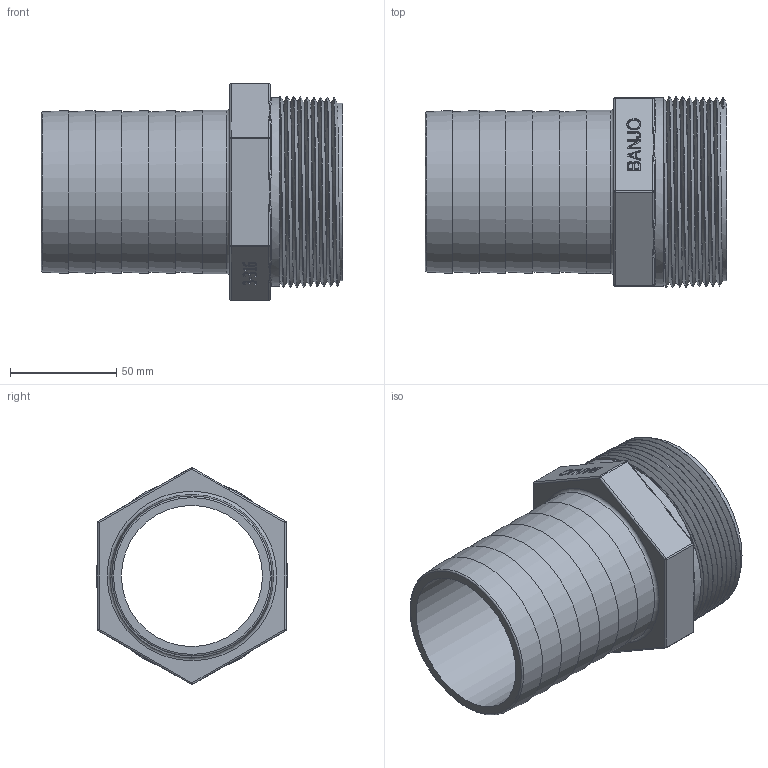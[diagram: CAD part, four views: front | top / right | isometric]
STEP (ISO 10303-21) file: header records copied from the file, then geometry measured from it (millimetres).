
FILE_DESCRIPTION(/* description */ ('3" NPT X 3" HOSE BARB'),/* implementation_level */ '2;1');
FILE_NAME(/* name */ 'HB300SS.stp',/* time_stamp */ '2013-12-17T14:46:09-05:00',/* author */ ('mclevenger'),/* organization */ (''),/* preprocessor_version */ 'ST-DEVELOPER v15.2',/* originating_system */ 'Autodesk Inventor 2014',/* authorisation */ '');
FILE_SCHEMA (('AUTOMOTIVE_DESIGN { 1 0 10303 214 3 1 1 }'));
Length unit declared in the file: inch
Products named in the file (1): HB300SS
Bounding box: 142.24 x 90.37 x 102.42 mm (x, y, z)
Volume: 212251.8 mm3; surface area: 80294.9 mm2
Topology: 1 solids, 1 shells, 300 faces, 769 edges, 464 vertices
Faces by surface type: bspline 127, plane 105, cylinder 29, cone 19, sphere 12, torus 8
Full cylindrical faces by diameter (mm): 66.548 x1, 73.406 x1, 76.962 x1, 88.9 x1
Entity records: 12074 total; most frequent: CARTESIAN_POINT 6055, ORIENTED_EDGE 1400, DIRECTION 891, EDGE_CURVE 700, VERTEX_POINT 446, LINE 343, VECTOR 343, EDGE_LOOP 328
